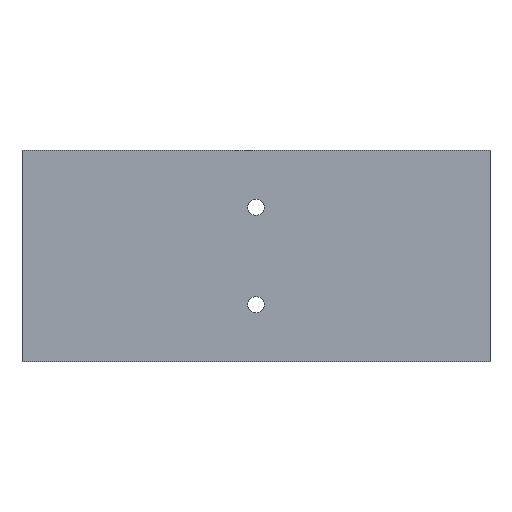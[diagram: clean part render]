
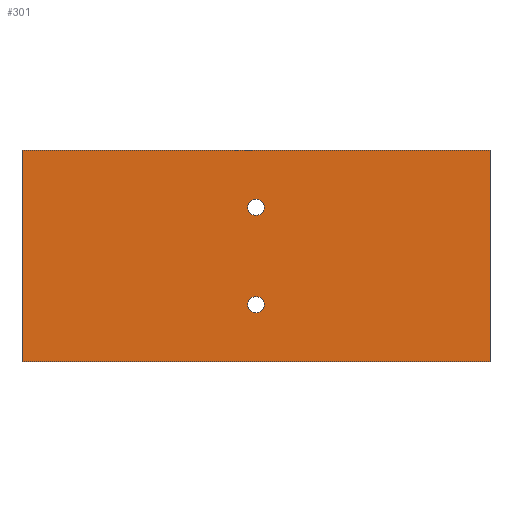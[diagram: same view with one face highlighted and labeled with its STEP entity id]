
A CAD part, front view. The second image highlights one B-rep face of the part: STEP entity #301.
In plain terms, the highlighted planar face has unit normal (0, -1, 0).
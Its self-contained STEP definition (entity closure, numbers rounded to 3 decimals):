
#7 = DIRECTION ( 'NONE',  ( 0., 0., -1. ) ) ;
#9 = DIRECTION ( 'NONE',  ( 1., 0., 0. ) ) ;
#14 = CARTESIAN_POINT ( 'NONE',  ( -72., 0., -65. ) ) ;
#16 = CARTESIAN_POINT ( 'NONE',  ( -72., 0., 0. ) ) ;
#17 = CARTESIAN_POINT ( 'NONE',  ( -72., 0., -65. ) ) ;
#19 = CARTESIAN_POINT ( 'NONE',  ( -72., 0., 0. ) ) ;
#20 = DIRECTION ( 'NONE',  ( 0., -1., 0. ) ) ;
#24 = DIRECTION ( 'NONE',  ( 0., 0., 1. ) ) ;
#26 = CARTESIAN_POINT ( 'NONE',  ( 72., 0., 0. ) ) ;
#37 = CARTESIAN_POINT ( 'NONE',  ( 0., 0., -50. ) ) ;
#38 = CARTESIAN_POINT ( 'NONE',  ( 0., 0., -20. ) ) ;
#42 = CARTESIAN_POINT ( 'NONE',  ( 72., 0., -65. ) ) ;
#46 = CARTESIAN_POINT ( 'NONE',  ( -72., 0., -65. ) ) ;
#48 = DIRECTION ( 'NONE',  ( 1., 0., 0. ) ) ;
#51 = DIRECTION ( 'NONE',  ( 0., 1., 0. ) ) ;
#60 = CARTESIAN_POINT ( 'NONE',  ( 72., 0., -65. ) ) ;
#70 = CARTESIAN_POINT ( 'NONE',  ( 0., 0., -17.5 ) ) ;
#77 = DIRECTION ( 'NONE',  ( 0., 0., -1. ) ) ;
#79 = DIRECTION ( 'NONE',  ( 0., -1., 0. ) ) ;
#88 = PLANE ( 'NONE',  #164 ) ;
#96 = CARTESIAN_POINT ( 'NONE',  ( -72., 0., -65. ) ) ;
#97 = CARTESIAN_POINT ( 'NONE',  ( 0., 0., -47.5 ) ) ;
#98 = DIRECTION ( 'NONE',  ( 0., 0., -1. ) ) ;
#100 = DIRECTION ( 'NONE',  ( 0., 0., 1. ) ) ;
#104 = EDGE_CURVE ( 'NONE', #282, #112, #248, .T. ) ;
#105 = EDGE_CURVE ( 'NONE', #111, #112, #245, .T. ) ;
#109 = EDGE_LOOP ( 'NONE', ( #262 ) ) ;
#110 = VERTEX_POINT ( 'NONE', #96 ) ;
#111 = VERTEX_POINT ( 'NONE', #60 ) ;
#112 = VERTEX_POINT ( 'NONE', #26 ) ;
#116 = EDGE_LOOP ( 'NONE', ( #268, #280, #264, #267 ) ) ;
#120 = EDGE_LOOP ( 'NONE', ( #269 ) ) ;
#137 = EDGE_CURVE ( 'NONE', #110, #111, #249, .T. ) ;
#140 = EDGE_CURVE ( 'NONE', #110, #282, #229, .T. ) ;
#141 = EDGE_CURVE ( 'NONE', #183, #183, #192, .T. ) ;
#146 = AXIS2_PLACEMENT_3D ( 'NONE', #97, #79, #77 ) ;
#148 = AXIS2_PLACEMENT_3D ( 'NONE', #70, #51, #98 ) ;
#164 = AXIS2_PLACEMENT_3D ( 'NONE', #14, #20, #7 ) ;
#171 = EDGE_CURVE ( 'NONE', #227, #227, #218, .T. ) ;
#178 = VECTOR ( 'NONE', #100, 1000. ) ;
#183 = VERTEX_POINT ( 'NONE', #37 ) ;
#189 = FACE_BOUND ( 'NONE', #120, .T. ) ;
#192 = CIRCLE ( 'NONE', #146, 2.5 ) ;
#203 = FACE_OUTER_BOUND ( 'NONE', #116, .T. ) ;
#216 = FACE_BOUND ( 'NONE', #109, .T. ) ;
#218 = CIRCLE ( 'NONE', #148, 2.5 ) ;
#227 = VERTEX_POINT ( 'NONE', #38 ) ;
#229 = LINE ( 'NONE', #17, #178 ) ;
#232 = VECTOR ( 'NONE', #48, 1000. ) ;
#244 = VECTOR ( 'NONE', #24, 1000. ) ;
#245 = LINE ( 'NONE', #42, #244 ) ;
#247 = VECTOR ( 'NONE', #9, 1000. ) ;
#248 = LINE ( 'NONE', #16, #247 ) ;
#249 = LINE ( 'NONE', #46, #232 ) ;
#262 = ORIENTED_EDGE ( 'NONE', *, *, #171, .T. ) ;
#264 = ORIENTED_EDGE ( 'NONE', *, *, #137, .T. ) ;
#267 = ORIENTED_EDGE ( 'NONE', *, *, #105, .T. ) ;
#268 = ORIENTED_EDGE ( 'NONE', *, *, #104, .F. ) ;
#269 = ORIENTED_EDGE ( 'NONE', *, *, #141, .F. ) ;
#280 = ORIENTED_EDGE ( 'NONE', *, *, #140, .F. ) ;
#282 = VERTEX_POINT ( 'NONE', #19 ) ;
#301 = ADVANCED_FACE ( 'NONE', ( #189, #203, #216 ), #88, .T. ) ;
